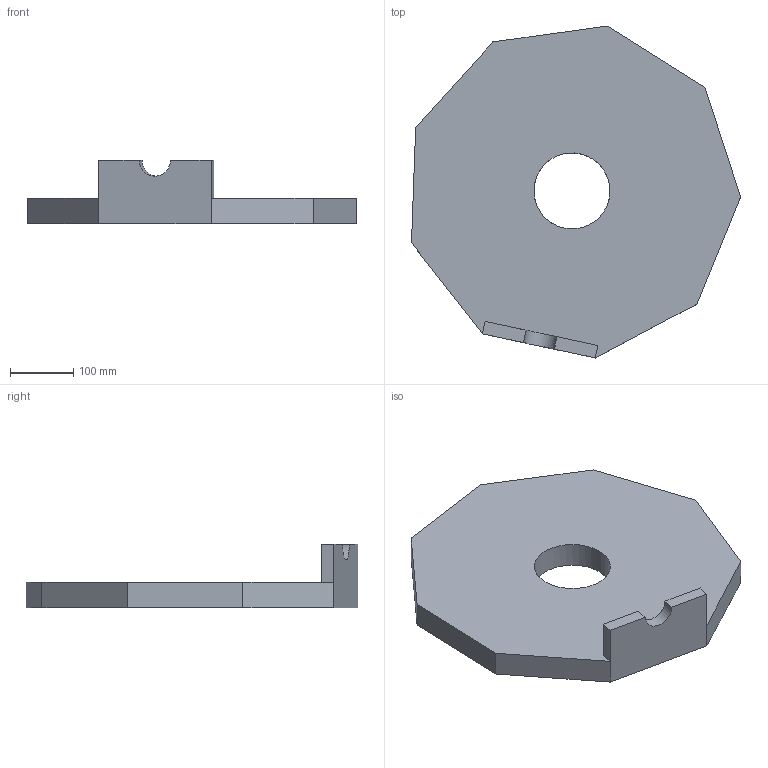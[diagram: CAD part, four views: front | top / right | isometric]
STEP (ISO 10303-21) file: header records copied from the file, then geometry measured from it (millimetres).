
FILE_DESCRIPTION(/* description */ (''),/* implementation_level */ '2;1');
FILE_NAME(/* name */ 'step_trial.step',/* time_stamp */ '2019-11-15T05:14:53+01:00',/* author */ (''),/* organization */ (''),/* preprocessor_version */ 'ST-DEVELOPER v18',/* originating_system */ 'Autodesk Translation Framework v8.12.0.6',/* authorisation */ '');
FILE_SCHEMA (('AUTOMOTIVE_DESIGN { 1 0 10303 214 3 1 1 }'));
Length unit declared in the file: millimetre
Products named in the file (1): FusionComponent
Bounding box: 518.98 x 523.67 x 100 mm (x, y, z)
Volume: 7935688.1 mm3; surface area: 490286.8 mm2
Topology: 1 solids, 1 shells, 18 faces, 47 edges, 31 vertices
Faces by surface type: plane 16, cylinder 2
Full cylindrical faces by diameter (mm): 120 x1
Entity records: 585 total; most frequent: CARTESIAN_POINT 97, ORIENTED_EDGE 94, DIRECTION 90, EDGE_CURVE 47, LINE 42, VECTOR 42, VERTEX_POINT 31, AXIS2_PLACEMENT_3D 24
